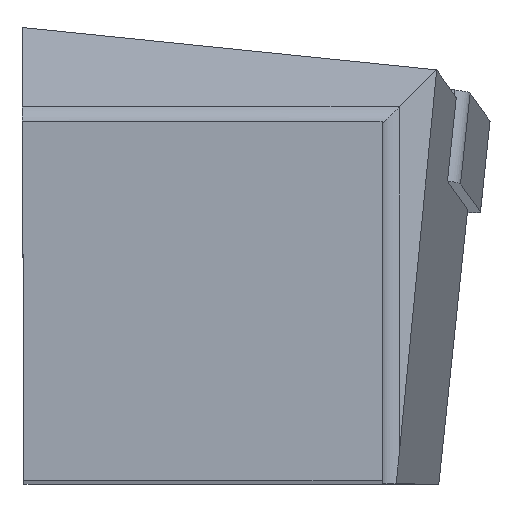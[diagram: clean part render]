
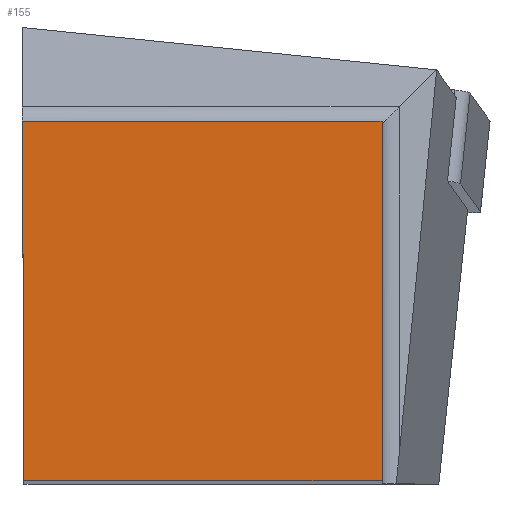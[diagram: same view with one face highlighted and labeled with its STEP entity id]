
A CAD part, top view. The second image highlights one B-rep face of the part: STEP entity #155.
In plain terms, the highlighted planar face has unit normal (0, 0, 1).
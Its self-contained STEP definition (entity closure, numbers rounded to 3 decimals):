
#124=FACE_OUTER_BOUND('',#339,.T.);
#155=ADVANCED_FACE('SHANK_FACE_BACK',(#124),#182,.F.);
#182=PLANE('',#769);
#224=LINE('',#1144,#282);
#229=LINE('',#1154,#287);
#238=LINE('',#1180,#296);
#239=LINE('',#1182,#297);
#282=VECTOR('',#888,1.);
#287=VECTOR('',#897,1.);
#296=VECTOR('',#922,1.);
#297=VECTOR('',#923,1.);
#339=EDGE_LOOP('',(#459,#460,#461,#462));
#459=ORIENTED_EDGE('',*,*,#619,.F.);
#460=ORIENTED_EDGE('',*,*,#614,.T.);
#461=ORIENTED_EDGE('',*,*,#633,.T.);
#462=ORIENTED_EDGE('',*,*,#634,.F.);
#547=VERTEX_POINT('',#1138);
#549=VERTEX_POINT('',#1143);
#553=VERTEX_POINT('',#1155);
#562=VERTEX_POINT('',#1181);
#614=EDGE_CURVE('',#547,#549,#224,.T.);
#619=EDGE_CURVE('',#547,#553,#229,.T.);
#633=EDGE_CURVE('',#549,#562,#238,.T.);
#634=EDGE_CURVE('',#553,#562,#239,.T.);
#769=AXIS2_PLACEMENT_3D('',#1183,#924,#925);
#888=DIRECTION('',(1.,0.,0.));
#897=DIRECTION('',(-0.004,1.,0.));
#922=DIRECTION('',(0.,1.,0.));
#923=DIRECTION('',(1.,0.,0.));
#924=DIRECTION('',(0.,0.,-1.));
#925=DIRECTION('',(-0.995,0.105,0.));
#1138=CARTESIAN_POINT('',(0.109,0.,0.));
#1143=CARTESIAN_POINT('',(24.875,0.,0.));
#1144=CARTESIAN_POINT('',(-6.744,0.,0.));
#1154=CARTESIAN_POINT('',(0.808,-160.194,0.));
#1155=CARTESIAN_POINT('',(0.,24.875,0.));
#1180=CARTESIAN_POINT('',(24.875,-6.744,0.));
#1181=CARTESIAN_POINT('',(24.875,24.875,0.));
#1182=CARTESIAN_POINT('',(-6.744,24.875,0.));
#1183=CARTESIAN_POINT('',(0.,0.,0.));
